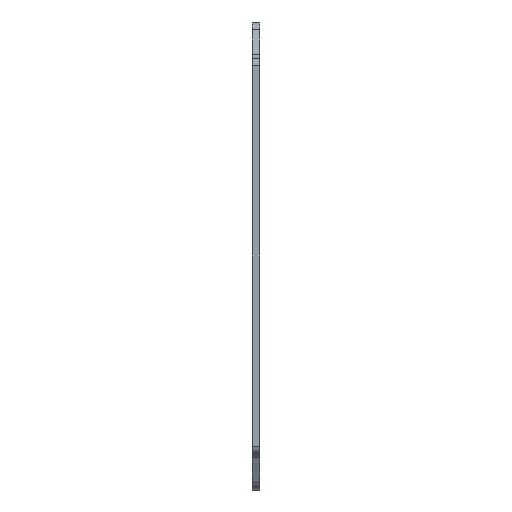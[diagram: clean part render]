
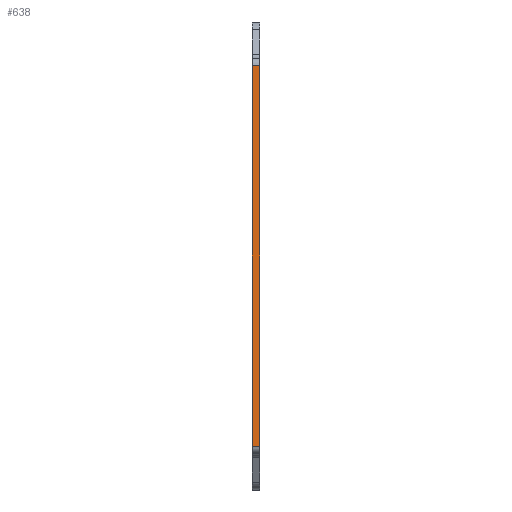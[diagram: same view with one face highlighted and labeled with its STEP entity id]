
A CAD part, left-side view. The second image highlights one B-rep face of the part: STEP entity #638.
In plain terms, the highlighted planar face has unit normal (-1, 0, 0).
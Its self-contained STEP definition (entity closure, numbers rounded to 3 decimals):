
#224 = VECTOR ( 'NONE', #8462, 1000. ) ;
#270 = PLANE ( 'NONE',  #3420 ) ;
#585 = CARTESIAN_POINT ( 'NONE',  ( 11.906, 1.5, 11.025 ) ) ;
#638 = ADVANCED_FACE ( 'NONE', ( #6971 ), #270, .F. ) ;
#1179 = DIRECTION ( 'NONE',  ( 1., 0., 0. ) ) ;
#1267 = CARTESIAN_POINT ( 'NONE',  ( 11.906, 1.5, -10. ) ) ;
#1375 = CARTESIAN_POINT ( 'NONE',  ( 11.906, 0., 84.225 ) ) ;
#1874 = CARTESIAN_POINT ( 'NONE',  ( 11.906, 0., 11.025 ) ) ;
#2537 = EDGE_CURVE ( 'NONE', #7537, #9821, #7471, .T. ) ;
#2667 = ORIENTED_EDGE ( 'NONE', *, *, #6203, .T. ) ;
#3420 = AXIS2_PLACEMENT_3D ( 'NONE', #4864, #1179, #4641 ) ;
#4050 = ORIENTED_EDGE ( 'NONE', *, *, #9569, .F. ) ;
#4641 = DIRECTION ( 'NONE',  ( 0., 0., -1. ) ) ;
#4726 = DIRECTION ( 'NONE',  ( 0., 0., 1. ) ) ;
#4864 = CARTESIAN_POINT ( 'NONE',  ( 11.906, 1.5, -10. ) ) ;
#5268 = CARTESIAN_POINT ( 'NONE',  ( 11.906, 0., -10. ) ) ;
#5413 = LINE ( 'NONE', #8876, #12561 ) ;
#6203 = EDGE_CURVE ( 'NONE', #9220, #7537, #7380, .T. ) ;
#6594 = VERTEX_POINT ( 'NONE', #585 ) ;
#6638 = ORIENTED_EDGE ( 'NONE', *, *, #11003, .T. ) ;
#6971 = FACE_OUTER_BOUND ( 'NONE', #12260, .T. ) ;
#7380 = LINE ( 'NONE', #5268, #8583 ) ;
#7471 = LINE ( 'NONE', #13064, #224 ) ;
#7537 = VERTEX_POINT ( 'NONE', #1375 ) ;
#8462 = DIRECTION ( 'NONE',  ( 0., 1., 0. ) ) ;
#8583 = VECTOR ( 'NONE', #10855, 1000. ) ;
#8876 = CARTESIAN_POINT ( 'NONE',  ( 11.906, 1.5, 11.025 ) ) ;
#8953 = DIRECTION ( 'NONE',  ( 0., -1., 0. ) ) ;
#9220 = VERTEX_POINT ( 'NONE', #1874 ) ;
#9569 = EDGE_CURVE ( 'NONE', #6594, #9821, #11595, .T. ) ;
#9821 = VERTEX_POINT ( 'NONE', #10141 ) ;
#10141 = CARTESIAN_POINT ( 'NONE',  ( 11.906, 1.5, 84.225 ) ) ;
#10855 = DIRECTION ( 'NONE',  ( 0., 0., 1. ) ) ;
#11003 = EDGE_CURVE ( 'NONE', #6594, #9220, #5413, .T. ) ;
#11457 = ORIENTED_EDGE ( 'NONE', *, *, #2537, .T. ) ;
#11595 = LINE ( 'NONE', #1267, #14323 ) ;
#12260 = EDGE_LOOP ( 'NONE', ( #2667, #11457, #4050, #6638 ) ) ;
#12561 = VECTOR ( 'NONE', #8953, 1000. ) ;
#13064 = CARTESIAN_POINT ( 'NONE',  ( 11.906, 1.5, 84.225 ) ) ;
#14323 = VECTOR ( 'NONE', #4726, 1000. ) ;
